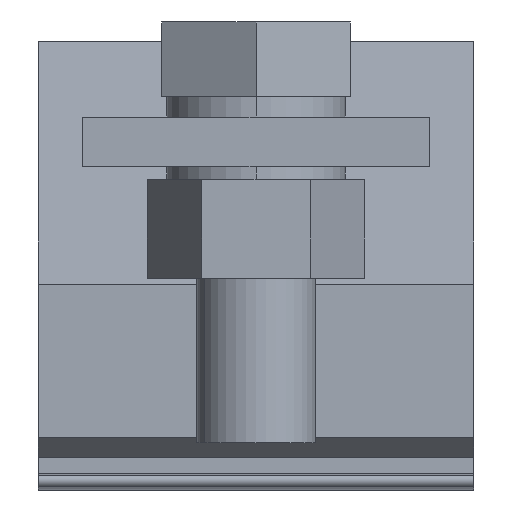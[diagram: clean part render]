
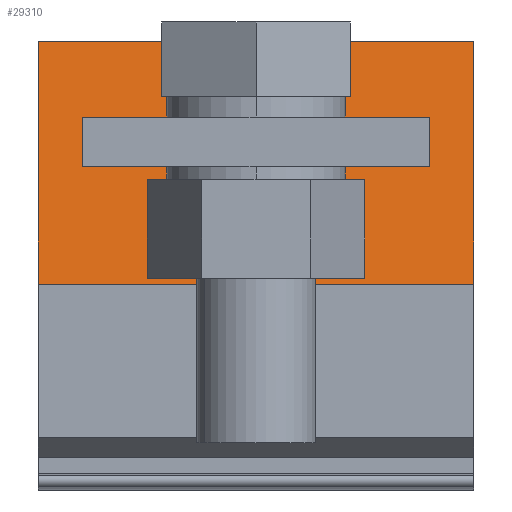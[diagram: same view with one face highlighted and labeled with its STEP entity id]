
A CAD part, front view. The second image highlights one B-rep face of the part: STEP entity #29310.
In plain terms, the highlighted face is planar.
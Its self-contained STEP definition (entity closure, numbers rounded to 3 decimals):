
#1120=CARTESIAN_POINT('',(-132.354,440.739,24.));
#1130=VERTEX_POINT('',#1120);
#1160=CARTESIAN_POINT('',(-54.639,0.,24.));
#1170=DIRECTION('',(-0.174,0.985,0.));
#1180=VECTOR('',#1170,1.);
#1190=LINE('',#1160,#1180);
#1200=CARTESIAN_POINT('',(-128.034,416.239,24.));
#1210=VERTEX_POINT('',#1200);
#1220=EDGE_CURVE('',#1210,#1130,#1190,.T.);
#11220=CARTESIAN_POINT('',(-132.354,440.739,
1.178));
#11230=VERTEX_POINT('',#11220);
#11280=CARTESIAN_POINT('',(-132.354,440.739,
2.82));
#11290=VERTEX_POINT('',#11280);
#11320=CARTESIAN_POINT('',(-132.354,440.739,0.));
#11330=DIRECTION('',(0.,0.,-1.));
#11340=VECTOR('',#11330,1.);
#11350=LINE('',#11320,#11340);
#11360=EDGE_CURVE('',#1130,#11290,#11350,.T.);
#11400=CARTESIAN_POINT('',(-132.354,440.739,-20.));
#11410=VERTEX_POINT('',#11400);
#11440=CARTESIAN_POINT('',(-132.354,440.739,0.));
#11450=DIRECTION('',(0.,0.,-1.));
#11460=VECTOR('',#11450,1.);
#11470=LINE('',#11440,#11460);
#11480=EDGE_CURVE('',#11230,#11410,#11470,.T.);
#12910=EDGE_CURVE('',#11290,#11230,#11470,.T.);
#13480=CARTESIAN_POINT('',(-128.034,416.239,0.));
#13490=DIRECTION('',(0.,0.,1.));
#13500=VECTOR('',#13490,1.);
#13510=LINE('',#13480,#13500);
#13520=CARTESIAN_POINT('',(-128.034,416.239,-20.));
#13530=VERTEX_POINT('',#13520);
#13540=EDGE_CURVE('',#13530,#1210,#13510,.T.);
#20460=CARTESIAN_POINT('',(-130.128,428.114,19.499));
#20470=VERTEX_POINT('',#20460);
#20620=CARTESIAN_POINT('',(-130.128,428.114,-15.501));
#20630=VERTEX_POINT('',#20620);
#20660=CARTESIAN_POINT('',(-130.128,428.114,27.4));
#20670=DIRECTION('',(0.,0.,-1.));
#20680=VECTOR('',#20670,1.);
#20690=LINE('',#20660,#20680);
#20700=EDGE_CURVE('',#20470,#20630,#20690,.T.);
#28880=CARTESIAN_POINT('',(-131.917,438.26,24.));
#28890=DIRECTION('',(-0.985,-0.174,-0.));
#28900=DIRECTION('',(-0.174,0.985,0.));
#28910=AXIS2_PLACEMENT_3D('',#28880,#28890,#28900);
#28920=PLANE('',#28910);
#28930=CARTESIAN_POINT('',(-131.009,433.114,27.4));
#28940=DIRECTION('',(0.,0.,1.));
#28950=VECTOR('',#28940,1.);
#28960=LINE('',#28930,#28950);
#28970=CARTESIAN_POINT('',(-131.009,433.114,-15.501));
#28980=VERTEX_POINT('',#28970);
#28990=CARTESIAN_POINT('',(-131.009,433.114,19.499));
#29000=VERTEX_POINT('',#28990);
#29010=EDGE_CURVE('',#28980,#29000,#28960,.T.);
#29020=ORIENTED_EDGE('',*,*,#29010,.F.);
#29030=CARTESIAN_POINT('',(-125.636,402.639,19.499));
#29040=DIRECTION('',(-0.174,0.985,0.));
#29050=VECTOR('',#29040,1.);
#29060=LINE('',#29030,#29050);
#29070=EDGE_CURVE('',#20470,#29000,#29060,.T.);
#29080=ORIENTED_EDGE('',*,*,#29070,.T.);
#29090=ORIENTED_EDGE('',*,*,#20700,.F.);
#29100=CARTESIAN_POINT('',(-125.636,402.639,-15.501));
#29110=DIRECTION('',(0.174,-0.985,0.));
#29120=VECTOR('',#29110,1.);
#29130=LINE('',#29100,#29120);
#29140=EDGE_CURVE('',#28980,#20630,#29130,.T.);
#29150=ORIENTED_EDGE('',*,*,#29140,.T.);
#29160=EDGE_LOOP('',(#29150,#29090,#29080,#29020));
#29170=FACE_BOUND('',#29160,.T.);
#29180=ORIENTED_EDGE('',*,*,#11360,.F.);
#29190=ORIENTED_EDGE('',*,*,#12910,.F.);
#29200=ORIENTED_EDGE('',*,*,#11480,.F.);
#29210=CARTESIAN_POINT('',(-54.639,0.,-20.));
#29220=DIRECTION('',(-0.174,0.985,0.));
#29230=VECTOR('',#29220,1.);
#29240=LINE('',#29210,#29230);
#29250=EDGE_CURVE('',#13530,#11410,#29240,.T.);
#29260=ORIENTED_EDGE('',*,*,#29250,.T.);
#29270=ORIENTED_EDGE('',*,*,#13540,.F.);
#29280=ORIENTED_EDGE('',*,*,#1220,.F.);
#29290=EDGE_LOOP('',(#29280,#29270,#29260,#29200,#29190,#29180));
#29300=FACE_OUTER_BOUND('',#29290,.T.);
#29310=ADVANCED_FACE('',(#29170,#29300),#28920,.F.);
